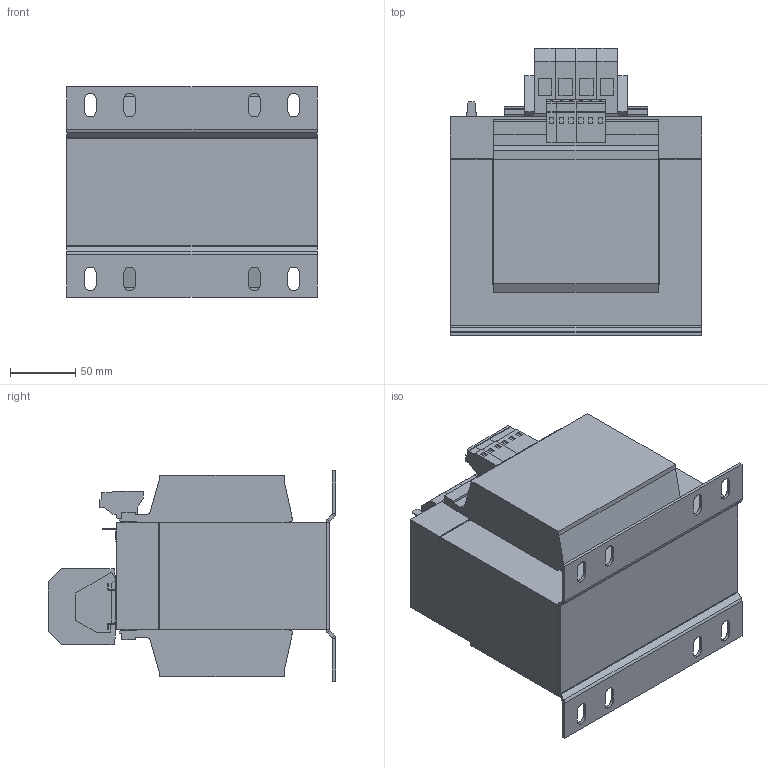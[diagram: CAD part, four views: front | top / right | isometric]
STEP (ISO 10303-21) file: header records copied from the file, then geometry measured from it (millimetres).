
FILE_DESCRIPTION (( 'STEP AP214' ), '1' );
FILE_NAME ('268538.STEP', '2020-07-24T08:29:47', ( '' ), ( '' ), 'SwSTEP 2.0', 'SolidWorks 2018', '' );
FILE_SCHEMA (( 'AUTOMOTIVE_DESIGN' ));
Length unit declared in the file: millimetre
Products named in the file (1): 268538
Bounding box: 192 x 219.6 x 161 mm (x, y, z)
Volume: 3769547.4 mm3; surface area: 268645.3 mm2
Topology: 1 solids, 1 shells, 431 faces, 1102 edges, 698 vertices
Faces by surface type: plane 363, cylinder 68
Entity records: 12862 total; most frequent: CARTESIAN_POINT 2268, ORIENTED_EDGE 2204, DIRECTION 2102, EDGE_CURVE 1102, LINE 958, VECTOR 958, VERTEX_POINT 698, AXIS2_PLACEMENT_3D 572
